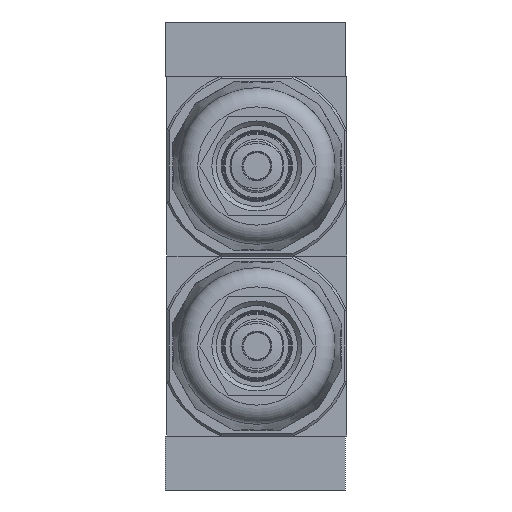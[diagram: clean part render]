
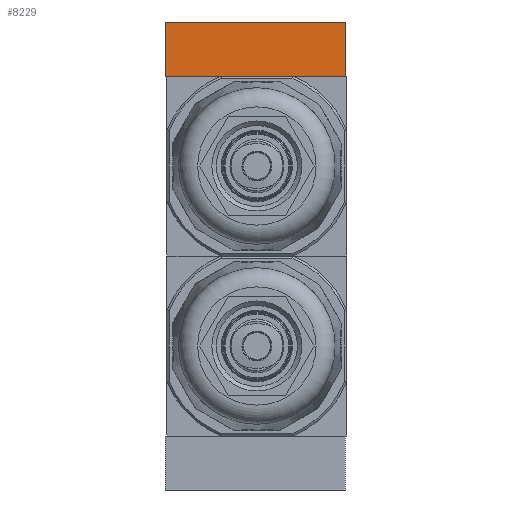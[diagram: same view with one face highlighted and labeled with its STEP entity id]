
A CAD part, front view. The second image highlights one B-rep face of the part: STEP entity #8229.
In plain terms, the highlighted planar face has unit normal (0, -1, 0).
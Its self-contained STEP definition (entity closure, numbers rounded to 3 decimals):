
#1061=ORIENTED_EDGE('',*,*,#3405,.T.);
#1062=ORIENTED_EDGE('',*,*,#3428,.F.);
#1063=ORIENTED_EDGE('',*,*,#3429,.F.);
#1064=ORIENTED_EDGE('',*,*,#3425,.T.);
#3405=EDGE_CURVE('',#4587,#4589,#5425,.T.);
#3425=EDGE_CURVE('',#4609,#4587,#5432,.T.);
#3428=EDGE_CURVE('',#4611,#4589,#5435,.T.);
#3429=EDGE_CURVE('',#4609,#4611,#5436,.T.);
#4587=VERTEX_POINT('',#14913);
#4589=VERTEX_POINT('',#14917);
#4609=VERTEX_POINT('',#14959);
#4611=VERTEX_POINT('',#14965);
#5425=LINE('',#14918,#5965);
#5432=LINE('',#14958,#5972);
#5435=LINE('',#14964,#5975);
#5436=LINE('',#14966,#5976);
#5965=VECTOR('',#12456,1000.);
#5972=VECTOR('',#12491,1000.);
#5975=VECTOR('',#12496,1000.);
#5976=VECTOR('',#12497,1000.);
#6509=EDGE_LOOP('',(#1061,#1062,#1063,#1064));
#7243=FACE_BOUND('',#6509,.T.);
#7980=PLANE('',#11505);
#8229=ADVANCED_FACE('',(#7243),#7980,.F.);
#11505=AXIS2_PLACEMENT_3D('',#14963,#12494,#12495);
#12456=DIRECTION('',(1.,0.,0.));
#12491=DIRECTION('',(0.,0.,-1.));
#12494=DIRECTION('',(0.,1.,0.));
#12495=DIRECTION('',(0.,0.,1.));
#12496=DIRECTION('',(0.,0.,-1.));
#12497=DIRECTION('',(1.,0.,0.));
#14913=CARTESIAN_POINT('',(-20.,-10.,-6.));
#14917=CARTESIAN_POINT('',(20.,-10.,-6.));
#14918=CARTESIAN_POINT('',(-20.,-10.,-6.));
#14958=CARTESIAN_POINT('',(-20.,-10.,6.));
#14959=CARTESIAN_POINT('',(-20.,-10.,6.));
#14963=CARTESIAN_POINT('',(-20.,-10.,6.));
#14964=CARTESIAN_POINT('',(20.,-10.,6.));
#14965=CARTESIAN_POINT('',(20.,-10.,6.));
#14966=CARTESIAN_POINT('',(-20.,-10.,6.));
